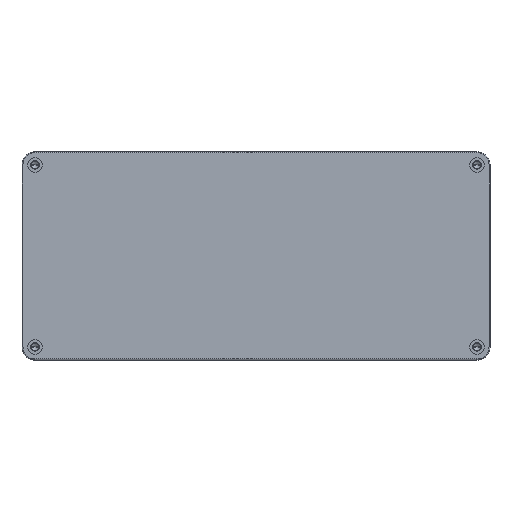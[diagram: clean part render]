
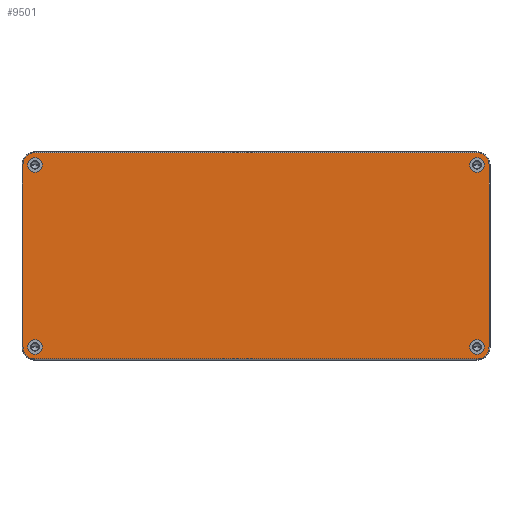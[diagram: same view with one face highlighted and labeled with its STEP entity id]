
A CAD part, top view. The second image highlights one B-rep face of the part: STEP entity #9501.
In plain terms, the highlighted planar face has unit normal (0, 0, 1).
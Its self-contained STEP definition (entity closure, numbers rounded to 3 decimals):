
#6986=CARTESIAN_POINT('',(170.,70.,21.));
#6987=DIRECTION('',(0.,0.,1.));
#6988=DIRECTION('',(-1.,0.,0.));
#6989=AXIS2_PLACEMENT_3D('',#6986,#6987,#6988);
#6994=CARTESIAN_POINT('',(170.,70.,21.));
#6995=DIRECTION('',(0.,0.,1.));
#6996=DIRECTION('',(1.,0.,0.));
#6997=AXIS2_PLACEMENT_3D('',#6994,#6995,#6996);
#7002=CARTESIAN_POINT('',(170.,-70.,21.));
#7003=DIRECTION('',(0.,0.,-1.));
#7004=DIRECTION('',(-1.,0.,0.));
#7005=AXIS2_PLACEMENT_3D('',#7002,#7003,#7004);
#7010=CARTESIAN_POINT('',(170.,-70.,21.));
#7011=DIRECTION('',(0.,0.,-1.));
#7012=DIRECTION('',(1.,0.,0.));
#7013=AXIS2_PLACEMENT_3D('',#7010,#7011,#7012);
#7018=CARTESIAN_POINT('',(-170.,70.,21.));
#7019=DIRECTION('',(0.,0.,-1.));
#7020=DIRECTION('',(1.,0.,0.));
#7021=AXIS2_PLACEMENT_3D('',#7018,#7019,#7020);
#7026=CARTESIAN_POINT('',(-170.,70.,21.));
#7027=DIRECTION('',(0.,0.,-1.));
#7028=DIRECTION('',(-1.,0.,0.));
#7029=AXIS2_PLACEMENT_3D('',#7026,#7027,#7028);
#7034=CARTESIAN_POINT('',(-170.,-70.,21.));
#7035=DIRECTION('',(0.,0.,1.));
#7036=DIRECTION('',(1.,0.,0.));
#7037=AXIS2_PLACEMENT_3D('',#7034,#7035,#7036);
#7042=CARTESIAN_POINT('',(-170.,-70.,21.));
#7043=DIRECTION('',(0.,0.,1.));
#7044=DIRECTION('',(-1.,0.,0.));
#7045=AXIS2_PLACEMENT_3D('',#7042,#7043,#7044);
#7050=CARTESIAN_POINT('',(-170.,-70.,21.));
#7051=DIRECTION('',(0.,0.,1.));
#7052=DIRECTION('',(-1.,0.,0.));
#7053=AXIS2_PLACEMENT_3D('',#7050,#7051,#7052);
#7058=DIRECTION('',(0.,-1.,0.));
#7059=VECTOR('',#7058,140.);
#7060=CARTESIAN_POINT('',(-179.3,70.,21.));
#7061=LINE('',#7060,#7059);
#7065=CARTESIAN_POINT('',(-170.,70.,21.));
#7066=DIRECTION('',(0.,0.,1.));
#7067=DIRECTION('',(0.,1.,0.));
#7068=AXIS2_PLACEMENT_3D('',#7065,#7066,#7067);
#7073=DIRECTION('',(-1.,0.,0.));
#7074=VECTOR('',#7073,340.);
#7075=CARTESIAN_POINT('',(170.,79.3,21.));
#7076=LINE('',#7075,#7074);
#7080=CARTESIAN_POINT('',(170.,70.,21.));
#7081=DIRECTION('',(0.,0.,1.));
#7082=DIRECTION('',(1.,0.,0.));
#7083=AXIS2_PLACEMENT_3D('',#7080,#7081,#7082);
#7088=DIRECTION('',(0.,1.,0.));
#7089=VECTOR('',#7088,140.);
#7090=CARTESIAN_POINT('',(179.3,-70.,21.));
#7091=LINE('',#7090,#7089);
#7095=CARTESIAN_POINT('',(170.,-70.,21.));
#7096=DIRECTION('',(0.,0.,1.));
#7097=DIRECTION('',(0.,-1.,0.));
#7098=AXIS2_PLACEMENT_3D('',#7095,#7096,#7097);
#7103=DIRECTION('',(1.,0.,0.));
#7104=VECTOR('',#7103,340.);
#7105=CARTESIAN_POINT('',(-170.,-79.3,21.));
#7106=LINE('',#7105,#7104);
#8852=CARTESIAN_POINT('',(164.4,70.,21.));
#8853=CARTESIAN_POINT('',(175.6,70.,21.));
#8854=VERTEX_POINT('',#8852);
#8855=VERTEX_POINT('',#8853);
#8868=CARTESIAN_POINT('',(164.4,-70.,21.));
#8869=CARTESIAN_POINT('',(175.6,-70.,21.));
#8870=VERTEX_POINT('',#8868);
#8871=VERTEX_POINT('',#8869);
#8884=CARTESIAN_POINT('',(-164.4,70.,21.));
#8885=CARTESIAN_POINT('',(-175.6,70.,21.));
#8886=VERTEX_POINT('',#8884);
#8887=VERTEX_POINT('',#8885);
#8900=CARTESIAN_POINT('',(-164.4,-70.,21.));
#8901=CARTESIAN_POINT('',(-175.6,-70.,21.));
#8902=VERTEX_POINT('',#8900);
#8903=VERTEX_POINT('',#8901);
#8968=CARTESIAN_POINT('',(-179.3,-70.,21.));
#8969=CARTESIAN_POINT('',(-170.,-79.3,21.));
#8970=VERTEX_POINT('',#8968);
#8971=VERTEX_POINT('',#8969);
#8976=CARTESIAN_POINT('',(170.,-79.3,21.));
#8977=VERTEX_POINT('',#8976);
#8980=CARTESIAN_POINT('',(179.3,-70.,21.));
#8981=VERTEX_POINT('',#8980);
#8984=CARTESIAN_POINT('',(179.3,70.,21.));
#8985=VERTEX_POINT('',#8984);
#8988=CARTESIAN_POINT('',(170.,79.3,21.));
#8989=VERTEX_POINT('',#8988);
#8992=CARTESIAN_POINT('',(-170.,79.3,21.));
#8993=VERTEX_POINT('',#8992);
#8996=CARTESIAN_POINT('',(-179.3,70.,21.));
#8997=VERTEX_POINT('',#8996);
#9455=CARTESIAN_POINT('',(0.,0.,21.));
#9456=DIRECTION('',(0.,0.,1.));
#9457=DIRECTION('',(1.,0.,0.));
#9458=AXIS2_PLACEMENT_3D('',#9455,#9456,#9457);
#9459=PLANE('',#9458);
#9461=ORIENTED_EDGE('',*,*,#9460,.F.);
#9463=ORIENTED_EDGE('',*,*,#9462,.F.);
#9465=ORIENTED_EDGE('',*,*,#9464,.F.);
#9467=ORIENTED_EDGE('',*,*,#9466,.F.);
#9469=ORIENTED_EDGE('',*,*,#9468,.F.);
#9471=ORIENTED_EDGE('',*,*,#9470,.F.);
#9473=ORIENTED_EDGE('',*,*,#9472,.F.);
#9475=ORIENTED_EDGE('',*,*,#9474,.F.);
#9476=EDGE_LOOP('',(#9461,#9463,#9465,#9467,#9469,#9471,#9473,#9475));
#9477=FACE_OUTER_BOUND('',#9476,.F.);
#9479=ORIENTED_EDGE('',*,*,#9478,.F.);
#9481=ORIENTED_EDGE('',*,*,#9480,.F.);
#9482=EDGE_LOOP('',(#9479,#9481));
#9483=FACE_BOUND('',#9482,.F.);
#9485=ORIENTED_EDGE('',*,*,#9484,.F.);
#9487=ORIENTED_EDGE('',*,*,#9486,.F.);
#9488=EDGE_LOOP('',(#9485,#9487));
#9489=FACE_BOUND('',#9488,.F.);
#9491=ORIENTED_EDGE('',*,*,#9490,.T.);
#9493=ORIENTED_EDGE('',*,*,#9492,.T.);
#9494=EDGE_LOOP('',(#9491,#9493));
#9495=FACE_BOUND('',#9494,.F.);
#9496=ORIENTED_EDGE('',*,*,#9445,.T.);
#9498=ORIENTED_EDGE('',*,*,#9497,.T.);
#9499=EDGE_LOOP('',(#9496,#9498));
#9500=FACE_BOUND('',#9499,.F.);
#6990=CIRCLE('',#6989,5.6);
#6998=CIRCLE('',#6997,5.6);
#7006=CIRCLE('',#7005,5.6);
#7014=CIRCLE('',#7013,5.6);
#7022=CIRCLE('',#7021,5.6);
#7030=CIRCLE('',#7029,5.6);
#7038=CIRCLE('',#7037,5.6);
#7046=CIRCLE('',#7045,5.6);
#7054=CIRCLE('',#7053,9.3);
#7069=CIRCLE('',#7068,9.3);
#7084=CIRCLE('',#7083,9.3);
#7099=CIRCLE('',#7098,9.3);
#9445=EDGE_CURVE('',#8854,#8855,#6990,.T.);
#9460=EDGE_CURVE('',#8970,#8971,#7054,.T.);
#9462=EDGE_CURVE('',#8997,#8970,#7061,.T.);
#9464=EDGE_CURVE('',#8993,#8997,#7069,.T.);
#9466=EDGE_CURVE('',#8989,#8993,#7076,.T.);
#9468=EDGE_CURVE('',#8985,#8989,#7084,.T.);
#9470=EDGE_CURVE('',#8981,#8985,#7091,.T.);
#9472=EDGE_CURVE('',#8977,#8981,#7099,.T.);
#9474=EDGE_CURVE('',#8971,#8977,#7106,.T.);
#9478=EDGE_CURVE('',#8870,#8871,#7006,.T.);
#9480=EDGE_CURVE('',#8871,#8870,#7014,.T.);
#9484=EDGE_CURVE('',#8886,#8887,#7022,.T.);
#9486=EDGE_CURVE('',#8887,#8886,#7030,.T.);
#9490=EDGE_CURVE('',#8902,#8903,#7038,.T.);
#9492=EDGE_CURVE('',#8903,#8902,#7046,.T.);
#9497=EDGE_CURVE('',#8855,#8854,#6998,.T.);
#9501=ADVANCED_FACE('',(#9477,#9483,#9489,#9495,#9500),#9459,.T.);
